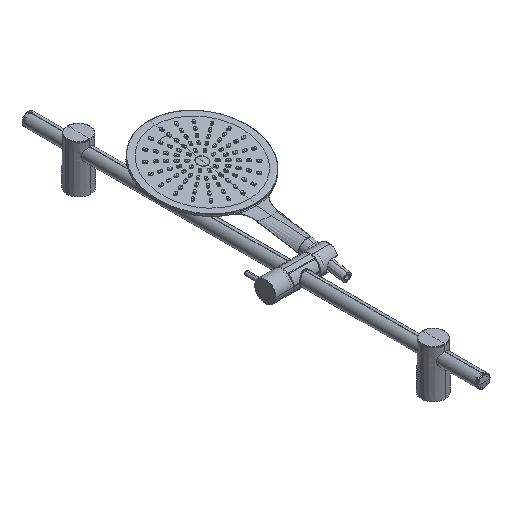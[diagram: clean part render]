
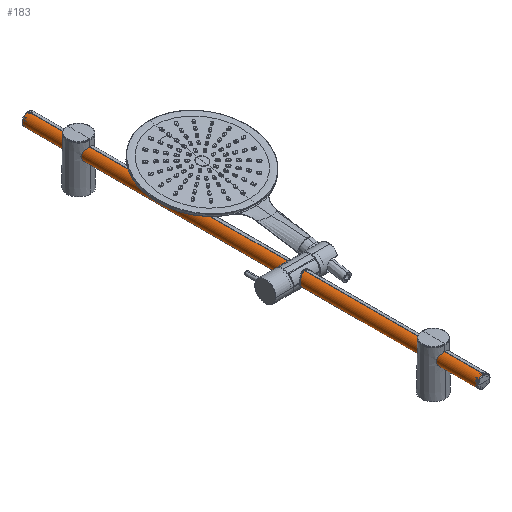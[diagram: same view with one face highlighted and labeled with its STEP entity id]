
A CAD part, isometric view. The second image highlights one B-rep face of the part: STEP entity #183.
In plain terms, the highlighted cylindrical face has radius 10.3 mm (diameter 20.6 mm), a partial arc.
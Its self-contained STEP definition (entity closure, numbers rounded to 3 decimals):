
#38=CARTESIAN_POINT('',(0.,0.,0.));
#39=DIRECTION('',(0.,1.,0.));
#40=DIRECTION('',(-1.,0.,0.));
#41=AXIS2_PLACEMENT_3D('',#38,#39,#40);
#62=DIRECTION('',(0.,-1.,0.));
#63=VECTOR('',#62,730.);
#64=CARTESIAN_POINT('',(-10.3,730.,0.));
#65=LINE('',#64,#63);
#69=DIRECTION('',(0.,-1.,0.));
#70=VECTOR('',#69,730.);
#71=CARTESIAN_POINT('',(10.3,730.,0.));
#72=LINE('',#71,#70);
#84=CARTESIAN_POINT('',(0.,730.,0.));
#85=DIRECTION('',(0.,-1.,0.));
#86=DIRECTION('',(1.,0.,0.));
#87=AXIS2_PLACEMENT_3D('',#84,#85,#86);
#122=CARTESIAN_POINT('',(10.3,0.,0.));
#123=CARTESIAN_POINT('',(-10.3,0.,0.));
#124=VERTEX_POINT('',#122);
#125=VERTEX_POINT('',#123);
#130=CARTESIAN_POINT('',(10.3,730.,0.));
#131=VERTEX_POINT('',#130);
#132=CARTESIAN_POINT('',(-10.3,730.,0.));
#133=VERTEX_POINT('',#132);
#171=CARTESIAN_POINT('',(0.,0.,0.));
#172=DIRECTION('',(0.,1.,0.));
#173=DIRECTION('',(1.,0.,0.));
#174=AXIS2_PLACEMENT_3D('',#171,#172,#173);
#175=CYLINDRICAL_SURFACE('',#174,10.3);
#176=ORIENTED_EDGE('',*,*,#145,.F.);
#177=ORIENTED_EDGE('',*,*,#166,.F.);
#179=ORIENTED_EDGE('',*,*,#178,.F.);
#180=ORIENTED_EDGE('',*,*,#162,.T.);
#181=EDGE_LOOP('',(#176,#177,#179,#180));
#182=FACE_OUTER_BOUND('',#181,.F.);
#183=ADVANCED_FACE('',(#182),#175,.T.);
#42=CIRCLE('',#41,10.3);
#88=CIRCLE('',#87,10.3);
#145=EDGE_CURVE('',#125,#124,#42,.T.);
#162=EDGE_CURVE('',#131,#124,#72,.T.);
#166=EDGE_CURVE('',#133,#125,#65,.T.);
#178=EDGE_CURVE('',#131,#133,#88,.T.);
